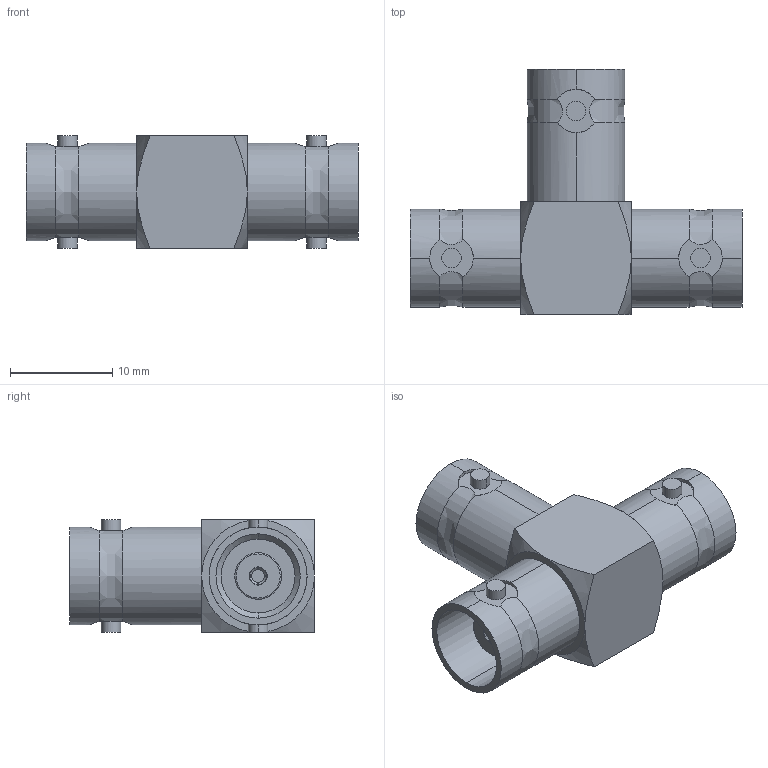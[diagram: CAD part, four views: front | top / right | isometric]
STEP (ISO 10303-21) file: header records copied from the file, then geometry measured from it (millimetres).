
FILE_DESCRIPTION (( 'STEP AP214' ), '1' );
FILE_NAME ('LCAD9787_3D.step', '2023-10-27T21:32:13', ( '' ), ( '' ), 'SwSTEP 2.0', 'SolidWorks 2022', '' );
FILE_SCHEMA (( 'AUTOMOTIVE_DESIGN' ));
Length unit declared in the file: inch
Products named in the file (1): LCAD9787_3D
Bounding box: 32.53 x 24 x 11.05 mm (x, y, z)
Volume: 2546.3 mm3; surface area: 2891.6 mm2
Topology: 1 solids, 1 shells, 187 faces, 474 edges, 307 vertices
Faces by surface type: plane 78, cylinder 69, cone 30, bspline 6, torus 4
Entity records: 6553 total; most frequent: CARTESIAN_POINT 1999, DIRECTION 957, ORIENTED_EDGE 948, EDGE_CURVE 474, AXIS2_PLACEMENT_3D 385, VERTEX_POINT 307, EDGE_LOOP 205, CIRCLE 203
